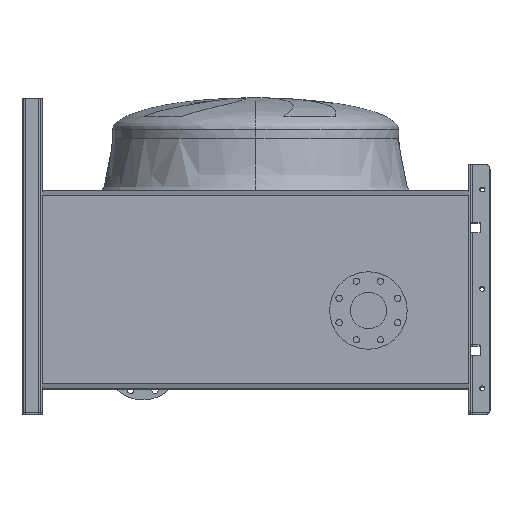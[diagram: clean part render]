
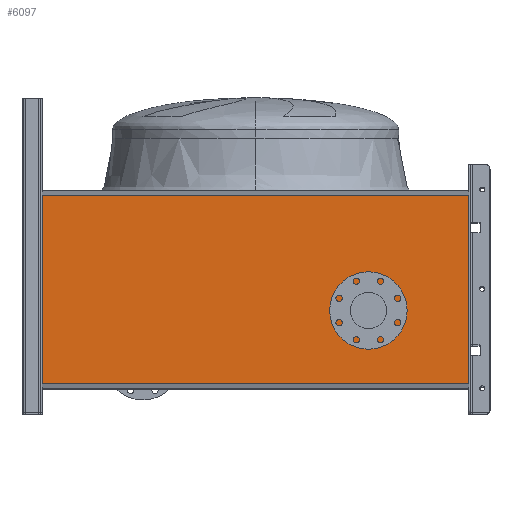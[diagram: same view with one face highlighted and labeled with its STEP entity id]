
A CAD part, top view. The second image highlights one B-rep face of the part: STEP entity #6097.
In plain terms, the highlighted planar face has unit normal (0, 0, 1).
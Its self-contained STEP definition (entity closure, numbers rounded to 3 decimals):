
#182 = ORIENTED_EDGE ( 'NONE', *, *, #7780, .T. ) ;
#183 = CARTESIAN_POINT ( 'NONE',  ( 320., 220., 240. ) ) ;
#601 = EDGE_CURVE ( 'NONE', #9858, #9901, #5668, .T. ) ;
#670 = CARTESIAN_POINT ( 'NONE',  ( 320., 220., 240. ) ) ;
#821 = PLANE ( 'NONE',  #4781 ) ;
#1032 = VECTOR ( 'NONE', #9290, 1000. ) ;
#1087 = VERTEX_POINT ( 'NONE', #5856 ) ;
#1372 = VECTOR ( 'NONE', #1909, 1000. ) ;
#1796 = CARTESIAN_POINT ( 'NONE',  ( -605., 12.578, 240. ) ) ;
#1891 = ORIENTED_EDGE ( 'NONE', *, *, #4174, .T. ) ;
#1909 = DIRECTION ( 'NONE',  ( 0., -1., 0. ) ) ;
#2359 = FACE_BOUND ( 'NONE', #8156, .T. ) ;
#3022 = DIRECTION ( 'NONE',  ( -1., 0., 0. ) ) ;
#3048 = ORIENTED_EDGE ( 'NONE', *, *, #9966, .F. ) ;
#3068 = DIRECTION ( 'NONE',  ( 0., 0., -1. ) ) ;
#3100 = VECTOR ( 'NONE', #4959, 1000. ) ;
#3501 = DIRECTION ( 'NONE',  ( 0., 0., -1. ) ) ;
#3854 = LINE ( 'NONE', #8386, #1032 ) ;
#4153 = ORIENTED_EDGE ( 'NONE', *, *, #8646, .T. ) ;
#4174 = EDGE_CURVE ( 'NONE', #4450, #9858, #3854, .T. ) ;
#4220 = DIRECTION ( 'NONE',  ( -1., 0., 0. ) ) ;
#4450 = VERTEX_POINT ( 'NONE', #9588 ) ;
#4696 = DIRECTION ( 'NONE',  ( 0., 0., -1. ) ) ;
#4781 = AXIS2_PLACEMENT_3D ( 'NONE', #7032, #4696, #6941 ) ;
#4919 = LINE ( 'NONE', #9743, #1372 ) ;
#4959 = DIRECTION ( 'NONE',  ( 0., -1., 0. ) ) ;
#5057 = ORIENTED_EDGE ( 'NONE', *, *, #601, .T. ) ;
#5116 = CARTESIAN_POINT ( 'NONE',  ( 320., 274., 240. ) ) ;
#5161 = CIRCLE ( 'NONE', #7425, 54. ) ;
#5343 = CIRCLE ( 'NONE', #9227, 54. ) ;
#5560 = EDGE_LOOP ( 'NONE', ( #8063, #1891, #5057, #3048 ) ) ;
#5636 = EDGE_CURVE ( 'NONE', #4450, #1087, #4919, .T. ) ;
#5668 = LINE ( 'NONE', #1796, #3100 ) ;
#5856 = CARTESIAN_POINT ( 'NONE',  ( 605., 12.578, 240. ) ) ;
#6097 = ADVANCED_FACE ( 'NONE', ( #7800, #2359 ), #821, .F. ) ;
#6098 = CARTESIAN_POINT ( 'NONE',  ( 1214.262, 12.578, 240. ) ) ;
#6738 = VERTEX_POINT ( 'NONE', #5116 ) ;
#6856 = LINE ( 'NONE', #6098, #7459 ) ;
#6910 = DIRECTION ( 'NONE',  ( -1., 0., 0. ) ) ;
#6941 = DIRECTION ( 'NONE',  ( -1., 0., 0. ) ) ;
#7032 = CARTESIAN_POINT ( 'NONE',  ( 1214.262, 12.578, 240. ) ) ;
#7212 = VERTEX_POINT ( 'NONE', #9672 ) ;
#7425 = AXIS2_PLACEMENT_3D ( 'NONE', #183, #3501, #4220 ) ;
#7459 = VECTOR ( 'NONE', #6910, 1000. ) ;
#7780 = EDGE_CURVE ( 'NONE', #6738, #7212, #5161, .T. ) ;
#7800 = FACE_OUTER_BOUND ( 'NONE', #5560, .T. ) ;
#8063 = ORIENTED_EDGE ( 'NONE', *, *, #5636, .F. ) ;
#8127 = CARTESIAN_POINT ( 'NONE',  ( -605., 547.422, 240. ) ) ;
#8156 = EDGE_LOOP ( 'NONE', ( #182, #4153 ) ) ;
#8386 = CARTESIAN_POINT ( 'NONE',  ( 1214.262, 547.422, 240. ) ) ;
#8646 = EDGE_CURVE ( 'NONE', #7212, #6738, #5343, .T. ) ;
#9227 = AXIS2_PLACEMENT_3D ( 'NONE', #670, #3068, #3022 ) ;
#9290 = DIRECTION ( 'NONE',  ( -1., 0., 0. ) ) ;
#9588 = CARTESIAN_POINT ( 'NONE',  ( 605., 547.422, 240. ) ) ;
#9672 = CARTESIAN_POINT ( 'NONE',  ( 320., 166., 240. ) ) ;
#9743 = CARTESIAN_POINT ( 'NONE',  ( 605., 12.578, 240. ) ) ;
#9858 = VERTEX_POINT ( 'NONE', #8127 ) ;
#9901 = VERTEX_POINT ( 'NONE', #9902 ) ;
#9902 = CARTESIAN_POINT ( 'NONE',  ( -605., 12.578, 240. ) ) ;
#9966 = EDGE_CURVE ( 'NONE', #1087, #9901, #6856, .T. ) ;
